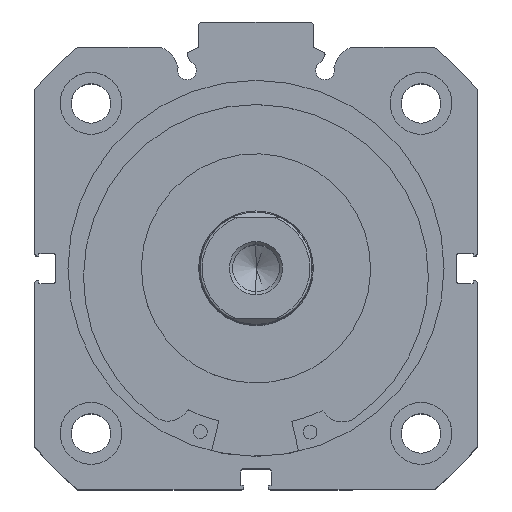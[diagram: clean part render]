
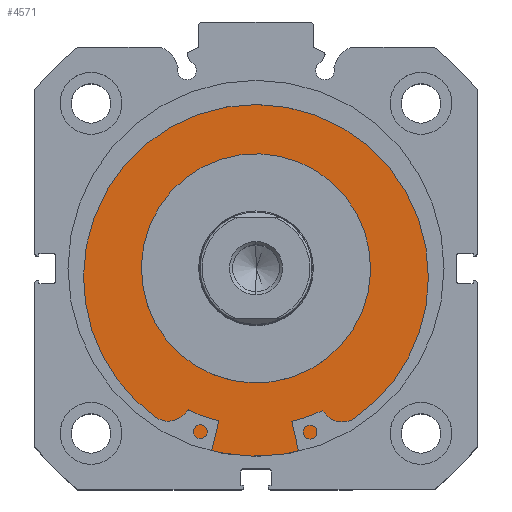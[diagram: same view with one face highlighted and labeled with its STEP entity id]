
A CAD part, top view. The second image highlights one B-rep face of the part: STEP entity #4571.
In plain terms, the highlighted face is planar.
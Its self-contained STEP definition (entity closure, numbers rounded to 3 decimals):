
#1557 = DIRECTION ( 'NONE',  ( 0., 0., -1. ) ) ;
#1558 = DIRECTION ( 'NONE',  ( 1., 0., 0. ) ) ;
#1559 = PLANE ( 'NONE',  #5918 ) ;
#1560 = CARTESIAN_POINT ( 'NONE',  ( 4., 41., 0. ) ) ;
#1799 = CARTESIAN_POINT ( 'NONE',  ( 4., 0., 41. ) ) ;
#1807 = CARTESIAN_POINT ( 'NONE',  ( 4., 0., -41. ) ) ;
#1811 = CARTESIAN_POINT ( 'NONE',  ( 4., 0., -25. ) ) ;
#1812 = CARTESIAN_POINT ( 'NONE',  ( 4., 0., 25. ) ) ;
#2178 = CARTESIAN_POINT ( 'NONE',  ( 4., 0., 0. ) ) ;
#2179 = DIRECTION ( 'NONE',  ( -1., 0., 0. ) ) ;
#2180 = DIRECTION ( 'NONE',  ( 0., 0., 1. ) ) ;
#2191 = CARTESIAN_POINT ( 'NONE',  ( 4., 0., 0. ) ) ;
#2192 = DIRECTION ( 'NONE',  ( -1., 0., 0. ) ) ;
#2193 = DIRECTION ( 'NONE',  ( 0., 0., 1. ) ) ;
#2208 = CARTESIAN_POINT ( 'NONE',  ( 4., 0., 0. ) ) ;
#2211 = CARTESIAN_POINT ( 'NONE',  ( 4., 0., 0. ) ) ;
#2214 = DIRECTION ( 'NONE',  ( -1., 0., 0. ) ) ;
#2215 = DIRECTION ( 'NONE',  ( 0., 0., 1. ) ) ;
#2216 = DIRECTION ( 'NONE',  ( -1., 0., 0. ) ) ;
#2217 = DIRECTION ( 'NONE',  ( 0., 0., 1. ) ) ;
#3860 = FACE_BOUND ( 'NONE', #4751, .T. ) ;
#3871 = FACE_OUTER_BOUND ( 'NONE', #4779, .T. ) ;
#4269 = CIRCLE ( 'NONE', #6090, 41. ) ;
#4278 = CIRCLE ( 'NONE', #6094, 25. ) ;
#4288 = CIRCLE ( 'NONE', #6100, 25. ) ;
#4289 = CIRCLE ( 'NONE', #6101, 41. ) ;
#4571 = ADVANCED_FACE ( 'NONE', ( #3860, #3871 ), #1559, .F. ) ;
#4751 = EDGE_LOOP ( 'NONE', ( #5806, #5805 ) ) ;
#4779 = EDGE_LOOP ( 'NONE', ( #5804, #5803 ) ) ;
#5803 = ORIENTED_EDGE ( 'NONE', *, *, #6896, .T. ) ;
#5804 = ORIENTED_EDGE ( 'NONE', *, *, #6881, .T. ) ;
#5805 = ORIENTED_EDGE ( 'NONE', *, *, #6895, .F. ) ;
#5806 = ORIENTED_EDGE ( 'NONE', *, *, #6887, .F. ) ;
#5918 = AXIS2_PLACEMENT_3D ( 'NONE', #1560, #1558, #1557 ) ;
#6090 = AXIS2_PLACEMENT_3D ( 'NONE', #2178, #2179, #2180 ) ;
#6094 = AXIS2_PLACEMENT_3D ( 'NONE', #2191, #2192, #2193 ) ;
#6100 = AXIS2_PLACEMENT_3D ( 'NONE', #2208, #2214, #2215 ) ;
#6101 = AXIS2_PLACEMENT_3D ( 'NONE', #2211, #2216, #2217 ) ;
#6415 = VERTEX_POINT ( 'NONE', #1807 ) ;
#6416 = VERTEX_POINT ( 'NONE', #1799 ) ;
#6421 = VERTEX_POINT ( 'NONE', #1811 ) ;
#6422 = VERTEX_POINT ( 'NONE', #1812 ) ;
#6881 = EDGE_CURVE ( 'NONE', #6416, #6415, #4269, .T. ) ;
#6887 = EDGE_CURVE ( 'NONE', #6422, #6421, #4278, .T. ) ;
#6895 = EDGE_CURVE ( 'NONE', #6421, #6422, #4288, .T. ) ;
#6896 = EDGE_CURVE ( 'NONE', #6415, #6416, #4289, .T. ) ;
